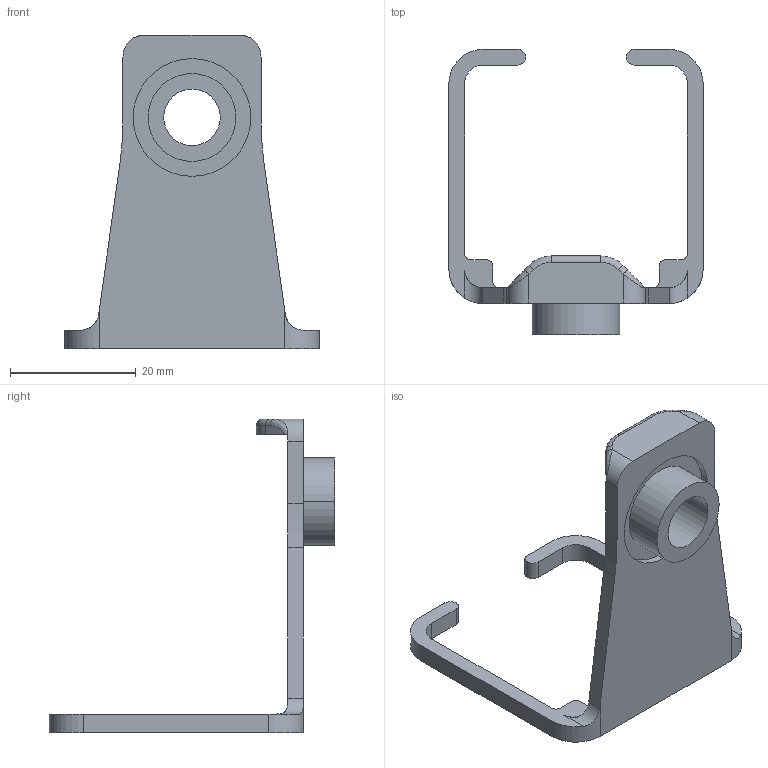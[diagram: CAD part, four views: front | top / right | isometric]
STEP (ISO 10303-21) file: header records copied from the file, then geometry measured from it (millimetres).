
FILE_DESCRIPTION (( 'STEP AP214' ), '1' );
FILE_NAME ('Tilt Spring Holder - Main Side.STEP', '2025-06-10T06:36:03', ( '' ), ( '' ), 'SwSTEP 2.0', 'SolidWorks 2021', '' );
FILE_SCHEMA (( 'AUTOMOTIVE_DESIGN' ));
Length unit declared in the file: millimetre
Products named in the file (1): Tilt Spring Holder - Main Side
Bounding box: 40.5 x 45.5 x 50 mm (x, y, z)
Volume: 4309.7 mm3; surface area: 4616.9 mm2
Topology: 1 solids, 1 shells, 67 faces, 183 edges, 120 vertices
Faces by surface type: cylinder 35, plane 28, bspline 2, torus 2
Entity records: 2291 total; most frequent: CARTESIAN_POINT 537, ORIENTED_EDGE 366, DIRECTION 365, EDGE_CURVE 183, AXIS2_PLACEMENT_3D 132, VERTEX_POINT 120, LINE 101, VECTOR 101
